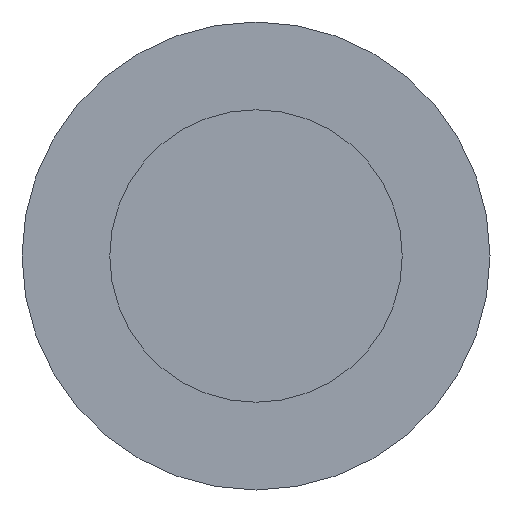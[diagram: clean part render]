
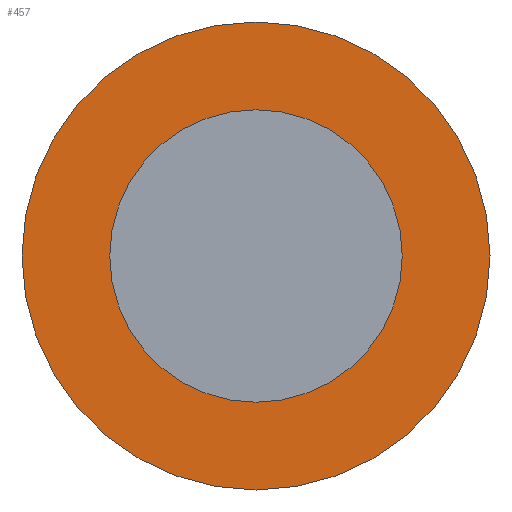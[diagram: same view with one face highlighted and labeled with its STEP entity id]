
A CAD part, front view. The second image highlights one B-rep face of the part: STEP entity #457.
In plain terms, the highlighted planar face has unit normal (0, -1, 0).
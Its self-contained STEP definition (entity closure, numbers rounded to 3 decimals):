
#8 = CIRCLE ( 'NONE', #374, 100. ) ;
#12 = DIRECTION ( 'NONE',  ( 0., 0., 1. ) ) ;
#31 = CARTESIAN_POINT ( 'NONE',  ( 0., 120., 0. ) ) ;
#35 = ORIENTED_EDGE ( 'NONE', *, *, #510, .T. ) ;
#50 = CARTESIAN_POINT ( 'NONE',  ( 0., 120., 100. ) ) ;
#52 = PLANE ( 'NONE',  #536 ) ;
#57 = DIRECTION ( 'NONE',  ( 0., 0., 1. ) ) ;
#58 = EDGE_CURVE ( 'NONE', #526, #401, #435, .T. ) ;
#59 = CARTESIAN_POINT ( 'NONE',  ( 0., 120., 0. ) ) ;
#71 = ORIENTED_EDGE ( 'NONE', *, *, #58, .F. ) ;
#80 = VERTEX_POINT ( 'NONE', #405 ) ;
#87 = DIRECTION ( 'NONE',  ( 0., 0., 1. ) ) ;
#88 = AXIS2_PLACEMENT_3D ( 'NONE', #103, #524, #227 ) ;
#92 = CARTESIAN_POINT ( 'NONE',  ( 0., 120., -160. ) ) ;
#103 = CARTESIAN_POINT ( 'NONE',  ( 0., 120., 0. ) ) ;
#182 = ORIENTED_EDGE ( 'NONE', *, *, #294, .T. ) ;
#189 = CARTESIAN_POINT ( 'NONE',  ( 0., 120., 0. ) ) ;
#208 = DIRECTION ( 'NONE',  ( 0., 1., 0. ) ) ;
#224 = DIRECTION ( 'NONE',  ( 0., 1., 0. ) ) ;
#227 = DIRECTION ( 'NONE',  ( 0., 0., 1. ) ) ;
#229 = DIRECTION ( 'NONE',  ( 0., 1., 0. ) ) ;
#230 = DIRECTION ( 'NONE',  ( 0., 1., 0. ) ) ;
#255 = CIRCLE ( 'NONE', #314, 100. ) ;
#257 = CARTESIAN_POINT ( 'NONE',  ( 0., 120., 160. ) ) ;
#259 = EDGE_LOOP ( 'NONE', ( #182, #35 ) ) ;
#264 = FACE_BOUND ( 'NONE', #259, .T. ) ;
#294 = EDGE_CURVE ( 'NONE', #80, #414, #255, .T. ) ;
#314 = AXIS2_PLACEMENT_3D ( 'NONE', #31, #208, #375 ) ;
#330 = CIRCLE ( 'NONE', #88, 160. ) ;
#374 = AXIS2_PLACEMENT_3D ( 'NONE', #59, #229, #87 ) ;
#375 = DIRECTION ( 'NONE',  ( 0., 0., 1. ) ) ;
#401 = VERTEX_POINT ( 'NONE', #92 ) ;
#405 = CARTESIAN_POINT ( 'NONE',  ( 0., 120., -100. ) ) ;
#414 = VERTEX_POINT ( 'NONE', #50 ) ;
#434 = FACE_OUTER_BOUND ( 'NONE', #482, .T. ) ;
#435 = CIRCLE ( 'NONE', #507, 160. ) ;
#457 = ADVANCED_FACE ( 'NONE', ( #264, #434 ), #52, .F. ) ;
#463 = CARTESIAN_POINT ( 'NONE',  ( 0., 120., 0. ) ) ;
#468 = EDGE_CURVE ( 'NONE', #401, #526, #330, .T. ) ;
#482 = EDGE_LOOP ( 'NONE', ( #551, #71 ) ) ;
#507 = AXIS2_PLACEMENT_3D ( 'NONE', #189, #230, #57 ) ;
#510 = EDGE_CURVE ( 'NONE', #414, #80, #8, .T. ) ;
#524 = DIRECTION ( 'NONE',  ( 0., 1., 0. ) ) ;
#526 = VERTEX_POINT ( 'NONE', #257 ) ;
#536 = AXIS2_PLACEMENT_3D ( 'NONE', #463, #224, #12 ) ;
#551 = ORIENTED_EDGE ( 'NONE', *, *, #468, .F. ) ;
